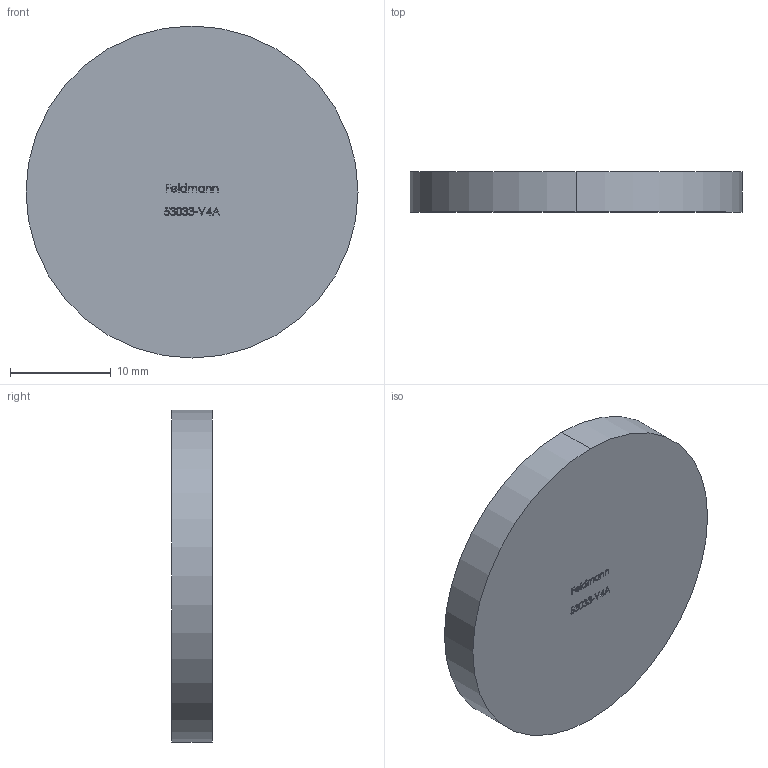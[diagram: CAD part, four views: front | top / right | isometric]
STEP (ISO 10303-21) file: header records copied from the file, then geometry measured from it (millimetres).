
FILE_DESCRIPTION (( 'STEP AP203' ), '1' );
FILE_NAME ('53033-V4A.step', '2020-10-16T11:31:12', ( '' ), ( '' ), 'SwSTEP 2.0', 'SolidWorks 2018', '' );
FILE_SCHEMA (( 'CONFIG_CONTROL_DESIGN' ));
Length unit declared in the file: millimetre
Products named in the file (2): 53033-V4A
Bounding box: 33 x 4 x 33 mm (x, y, z)
Volume: 3421 mm3; surface area: 2131.1 mm2
Topology: 1 solids, 1 shells, 238 faces, 639 edges, 426 vertices
Faces by surface type: plane 129, bspline 107, cylinder 2
Entity records: 13000 total; most frequent: CARTESIAN_POINT 7612, ORIENTED_EDGE 1278, DIRECTION 695, EDGE_CURVE 639, VERTEX_POINT 426, VECTOR 421, LINE 421, EDGE_LOOP 261
